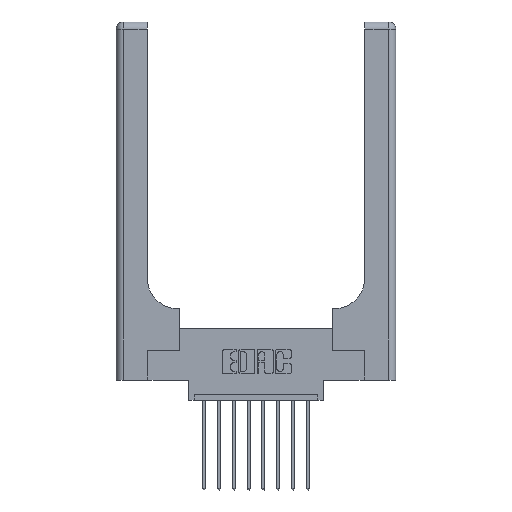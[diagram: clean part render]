
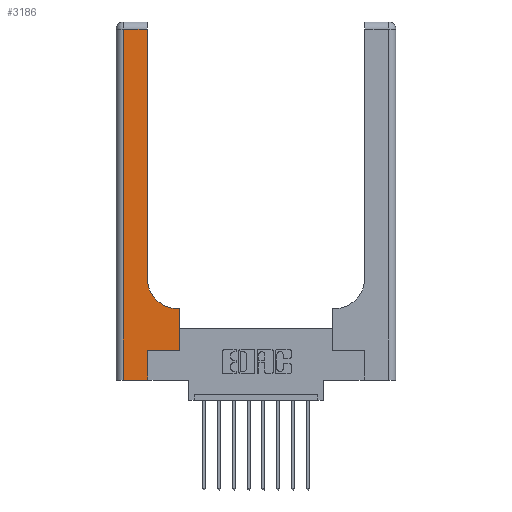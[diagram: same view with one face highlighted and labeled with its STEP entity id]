
A CAD part, top view. The second image highlights one B-rep face of the part: STEP entity #3186.
In plain terms, the highlighted planar face has unit normal (0, 0, 1).
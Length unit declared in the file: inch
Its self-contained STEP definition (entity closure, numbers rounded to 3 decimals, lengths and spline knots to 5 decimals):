
#34 = VERTEX_POINT ( 'NONE', #10327 ) ;
#345 = ORIENTED_EDGE ( 'NONE', *, *, #10275, .T. ) ;
#368 = VERTEX_POINT ( 'NONE', #14018 ) ;
#470 = CARTESIAN_POINT ( 'NONE',  ( 0.26, 0.85, 0.37 ) ) ;
#601 = ORIENTED_EDGE ( 'NONE', *, *, #14798, .T. ) ;
#781 = VECTOR ( 'NONE', #8331, 39.37008 ) ;
#1182 = CARTESIAN_POINT ( 'NONE',  ( 0., 2.94, 0.37 ) ) ;
#1274 = LINE ( 'NONE', #3419, #5848 ) ;
#1425 = ORIENTED_EDGE ( 'NONE', *, *, #4469, .T. ) ;
#1566 = VERTEX_POINT ( 'NONE', #10869 ) ;
#1908 = CARTESIAN_POINT ( 'NONE',  ( 0.06, 0., 0.37 ) ) ;
#1927 = VECTOR ( 'NONE', #7227, 39.37008 ) ;
#2143 = VECTOR ( 'NONE', #13470, 39.37008 ) ;
#2826 = LINE ( 'NONE', #13792, #7159 ) ;
#2909 = DIRECTION ( 'NONE',  ( -1., 0., 0. ) ) ;
#3040 = ORIENTED_EDGE ( 'NONE', *, *, #8991, .T. ) ;
#3095 = VERTEX_POINT ( 'NONE', #5213 ) ;
#3186 = ADVANCED_FACE ( 'NONE', ( #4941 ), #6770, .F. ) ;
#3349 = VECTOR ( 'NONE', #6971, 39.37008 ) ;
#3373 = VECTOR ( 'NONE', #12034, 39.37008 ) ;
#3413 = CARTESIAN_POINT ( 'NONE',  ( 0.51, 0.6, 0.37 ) ) ;
#3419 = CARTESIAN_POINT ( 'NONE',  ( 0.26, 3., 0.37 ) ) ;
#3457 = DIRECTION ( 'NONE',  ( 1., 0., 0. ) ) ;
#3583 = CARTESIAN_POINT ( 'NONE',  ( 0.265, 0.25, 0.37 ) ) ;
#3600 = CARTESIAN_POINT ( 'NONE',  ( 0., 3., 0.37 ) ) ;
#4469 = EDGE_CURVE ( 'NONE', #6759, #7264, #7833, .T. ) ;
#4622 = DIRECTION ( 'NONE',  ( 0., 0., -1. ) ) ;
#4941 = FACE_OUTER_BOUND ( 'NONE', #14726, .T. ) ;
#5213 = CARTESIAN_POINT ( 'NONE',  ( 0.265, 0., 0.37 ) ) ;
#5757 = LINE ( 'NONE', #9343, #10622 ) ;
#5806 = ORIENTED_EDGE ( 'NONE', *, *, #8303, .T. ) ;
#5848 = VECTOR ( 'NONE', #13145, 39.37008 ) ;
#6708 = ORIENTED_EDGE ( 'NONE', *, *, #8697, .T. ) ;
#6759 = VERTEX_POINT ( 'NONE', #3413 ) ;
#6770 = PLANE ( 'NONE',  #8161 ) ;
#6971 = DIRECTION ( 'NONE',  ( 0., -1., 0. ) ) ;
#7000 = EDGE_CURVE ( 'NONE', #1566, #7214, #15028, .T. ) ;
#7041 = DIRECTION ( 'NONE',  ( -1., 0., 0. ) ) ;
#7159 = VECTOR ( 'NONE', #2909, 39.37008 ) ;
#7214 = VERTEX_POINT ( 'NONE', #1908 ) ;
#7227 = DIRECTION ( 'NONE',  ( -1., 0., 0. ) ) ;
#7264 = VERTEX_POINT ( 'NONE', #470 ) ;
#7421 = LINE ( 'NONE', #3583, #781 ) ;
#7833 = CIRCLE ( 'NONE', #11795, 0.25 ) ;
#8161 = AXIS2_PLACEMENT_3D ( 'NONE', #3600, #4622, #7041 ) ;
#8291 = CARTESIAN_POINT ( 'NONE',  ( 0.265, 0., 0.37 ) ) ;
#8303 = EDGE_CURVE ( 'NONE', #3095, #368, #11959, .T. ) ;
#8331 = DIRECTION ( 'NONE',  ( 1., 0., 0. ) ) ;
#8697 = EDGE_CURVE ( 'NONE', #368, #34, #7421, .T. ) ;
#8703 = ORIENTED_EDGE ( 'NONE', *, *, #13462, .T. ) ;
#8991 = EDGE_CURVE ( 'NONE', #7214, #3095, #9902, .T. ) ;
#9252 = EDGE_CURVE ( 'NONE', #7264, #11436, #1274, .T. ) ;
#9343 = CARTESIAN_POINT ( 'NONE',  ( 0.528, 0.25, 0.37 ) ) ;
#9847 = VERTEX_POINT ( 'NONE', #12435 ) ;
#9898 = ORIENTED_EDGE ( 'NONE', *, *, #7000, .T. ) ;
#9902 = LINE ( 'NONE', #13624, #2143 ) ;
#10275 = EDGE_CURVE ( 'NONE', #9847, #6759, #2826, .T. ) ;
#10293 = CARTESIAN_POINT ( 'NONE',  ( 0.26, 2.94, 0.37 ) ) ;
#10327 = CARTESIAN_POINT ( 'NONE',  ( 0.528, 0.25, 0.37 ) ) ;
#10622 = VECTOR ( 'NONE', #14204, 39.37008 ) ;
#10869 = CARTESIAN_POINT ( 'NONE',  ( 0.06, 2.94, 0.37 ) ) ;
#11436 = VERTEX_POINT ( 'NONE', #10293 ) ;
#11795 = AXIS2_PLACEMENT_3D ( 'NONE', #14019, #15186, #3457 ) ;
#11959 = LINE ( 'NONE', #8291, #3373 ) ;
#12034 = DIRECTION ( 'NONE',  ( 0., 1., 0. ) ) ;
#12435 = CARTESIAN_POINT ( 'NONE',  ( 0.528, 0.6, 0.37 ) ) ;
#13145 = DIRECTION ( 'NONE',  ( 0., 1., 0. ) ) ;
#13453 = ORIENTED_EDGE ( 'NONE', *, *, #9252, .T. ) ;
#13462 = EDGE_CURVE ( 'NONE', #11436, #1566, #14117, .T. ) ;
#13470 = DIRECTION ( 'NONE',  ( 1., 0., 0. ) ) ;
#13624 = CARTESIAN_POINT ( 'NONE',  ( 0., 0., 0.37 ) ) ;
#13792 = CARTESIAN_POINT ( 'NONE',  ( 0.26, 0.6, 0.37 ) ) ;
#13877 = CARTESIAN_POINT ( 'NONE',  ( 0.06, 3., 0.37 ) ) ;
#14018 = CARTESIAN_POINT ( 'NONE',  ( 0.265, 0.25, 0.37 ) ) ;
#14019 = CARTESIAN_POINT ( 'NONE',  ( 0.51, 0.85, 0.37 ) ) ;
#14117 = LINE ( 'NONE', #1182, #1927 ) ;
#14204 = DIRECTION ( 'NONE',  ( 0., 1., 0. ) ) ;
#14726 = EDGE_LOOP ( 'NONE', ( #13453, #8703, #9898, #3040, #5806, #6708, #601, #345, #1425 ) ) ;
#14798 = EDGE_CURVE ( 'NONE', #34, #9847, #5757, .T. ) ;
#15028 = LINE ( 'NONE', #13877, #3349 ) ;
#15186 = DIRECTION ( 'NONE',  ( 0., 0., -1. ) ) ;
